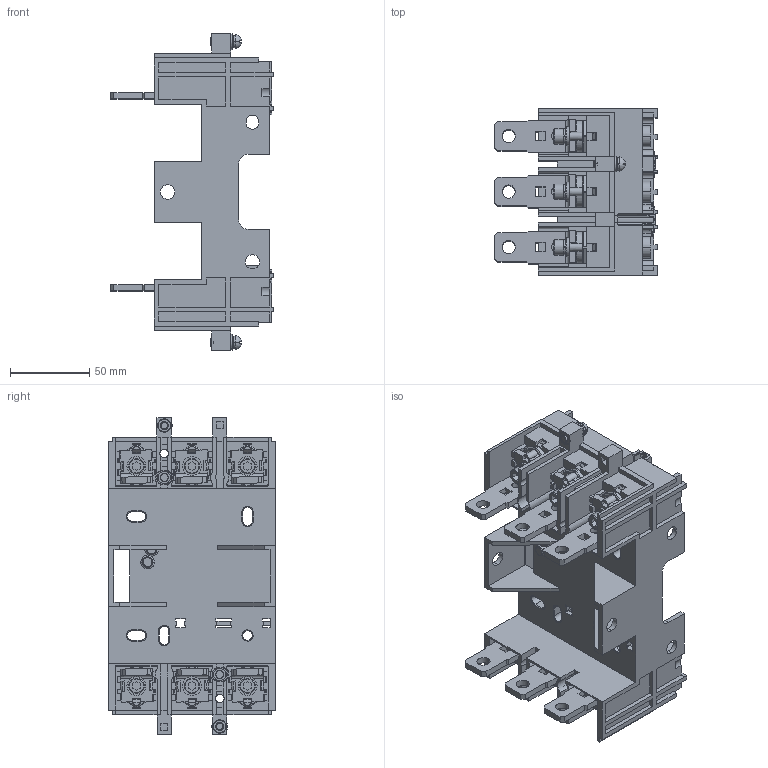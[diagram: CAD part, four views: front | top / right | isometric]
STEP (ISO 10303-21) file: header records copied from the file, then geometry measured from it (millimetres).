
FILE_DESCRIPTION((''),'2;1');
FILE_NAME('NM8-250-4P_B_ASM','2021-09-06T15:57:08',('zhxmin'),(''),'CREO PARAMETRIC BY PTC INC, 2018020','CREO PARAMETRIC BY PTC INC, 2018020','');
FILE_SCHEMA(('CONFIG_CONTROL_DESIGN','SHAPE_APPEARANCE_LAYERS_GROUPS'));
Products named in the file (74): 8-022-182_SOLID_1_SOLID_1_1_SOL; 8-022-182_SOLID_1_SOLID_1-33925; 8-022-182_SOLID_1_SOLID_1-34018; 8-022-182_SOLID_1_SOLID_1-34111; 8-022-182_SOLID_1_SOLID_1-34178; 8-775-104-49487_1_1; M6X20-GB70_SOLID_1-51196_1_1; M6X20-GB70_QUILT_1-51468_1_1; D6-GB97-1-51564_1_1; D6-GB93-51658_1_1; 8-775-104-69919_1_1; M6X20-GB70_SOLID_1-71628_1_1; M6X20-GB70_QUILT_1-71900_1_1; D6-GB97-1-71996_1_1; D6-GB93-72090_1_1; 8-775-104-90351_1_1; M6X20-GB70_SOLID_1-92060_1_1; M6X20-GB70_QUILT_1-92332_1_1; D6-GB97-1-92428_1_1; D6-GB93-92522_1_1; 8-775-104-110783_1_1; 8-585-437-111708_1-40222; 8-585-437-111708_1-41009; 8-585-437-111708_1-41796; M6X20-GB70_SOLID_1-112492_1_1; M6X20-GB70_QUILT_1-112764_1_1; D6-GB97-1-112860_1_1; D6-GB93-112954_1_1; 8-775-104-131215_1_1; M6X20-GB70_SOLID_1-132924_1_1; M6X20-GB70_QUILT_1-133196_1_1; D6-GB97-1-133292_1_1; D6-GB93-133386_1_1; 8-775-104-151647_1_1; M6X20-GB70_SOLID_1-153356_1_1; M6X20-GB70_QUILT_1-153628_1_1; D6-GB97-1-153724_1_1; D6-GB93-153818_1_1; 8-947-050_SOLID_1-155703_1_1; 8-947-050_QUILT_1-157647_1_1 ...
Assembly tree (73 placements, depth 3):
  NM8-250-4P_B_ASM
    NM8-250-4P_F_ASM
      8-022-182_SOLID_1_SOLID_1_1_SOL
      8-022-182_SOLID_1_SOLID_1-33925
      8-022-182_SOLID_1_SOLID_1-34018
      8-022-182_SOLID_1_SOLID_1-34111
      8-022-182_SOLID_1_SOLID_1-34178
      8-775-104-49487_1_1
      M6X20-GB70_SOLID_1-51196_1_1
      M6X20-GB70_QUILT_1-51468_1_1
      D6-GB97-1-51564_1_1
      D6-GB93-51658_1_1
      8-775-104-69919_1_1
      M6X20-GB70_SOLID_1-71628_1_1
      M6X20-GB70_QUILT_1-71900_1_1
      D6-GB97-1-71996_1_1
      D6-GB93-72090_1_1
      8-775-104-90351_1_1
      M6X20-GB70_SOLID_1-92060_1_1
      M6X20-GB70_QUILT_1-92332_1_1
      D6-GB97-1-92428_1_1
      D6-GB93-92522_1_1
      8-775-104-110783_1_1
      8-585-437-111708_1-40222
      8-585-437-111708_1-41009
      8-585-437-111708_1-41796
      M6X20-GB70_SOLID_1-112492_1_1
      M6X20-GB70_QUILT_1-112764_1_1
      D6-GB97-1-112860_1_1
      D6-GB93-112954_1_1
      8-775-104-131215_1_1
      M6X20-GB70_SOLID_1-132924_1_1
      M6X20-GB70_QUILT_1-133196_1_1
      D6-GB97-1-133292_1_1
      D6-GB93-133386_1_1
      8-775-104-151647_1_1
      M6X20-GB70_SOLID_1-153356_1_1
      M6X20-GB70_QUILT_1-153628_1_1
      D6-GB97-1-153724_1_1
      D6-GB93-153818_1_1
      8-947-050_SOLID_1-155703_1_1
      8-947-050_QUILT_1-157647_1_1
      8-947-050_SOLID_1-157710_1_1
      8-947-050_QUILT_1-159654_1_1
      8-169-030-2-159717_1_1
      8-169-030-2-161325_1_1
      ST29X10C_GB847_SOLID_1-162933_4
      ST29X10C_GB847_QUILT_1-163801_4
      ST29X10C_GB847_SOLID_1-163907_4
      ST29X10C_GB847_QUILT_1-164775_4
      ST29X10C_GB847_SOLID_1-164881_4
      ST29X10C_GB847_QUILT_1-165749_4
      ST29X10C_GB847_SOLID_1-165855_4
      ST29X10C_GB847_QUILT_1-166723_4
      8-947-050_SOLID_1-166829_1_1
      8-947-050_QUILT_1-168773_1_1
      8-947-050_SOLID_1-168836_1_1
      8-947-050_QUILT_1-170780_1_1
      M5X16_GB818_SOLID_1-170843_1_1
      M5X16_GB818_QUILT_1-171653_1_1
Bounding box: 102.4 x 105 x 199.6 mm (x, y, z)
Volume: 280646.6 mm3; surface area: 240305.7 mm2
Topology: 50 solids, 72 shells, 3232 faces, 9152 edges, 6119 vertices
Faces by surface type: plane 1968, cylinder 1110, cone 68, torus 62, sphere 16, bspline 8
Entity records: 124367 total; most frequent: CARTESIAN_POINT 20554, DIRECTION 18365, ORIENTED_EDGE 18212, EDGE_CURVE 9148, AXIS2_PLACEMENT_3D 6134, VERTEX_POINT 6119, VECTOR 6097, LINE 6097
